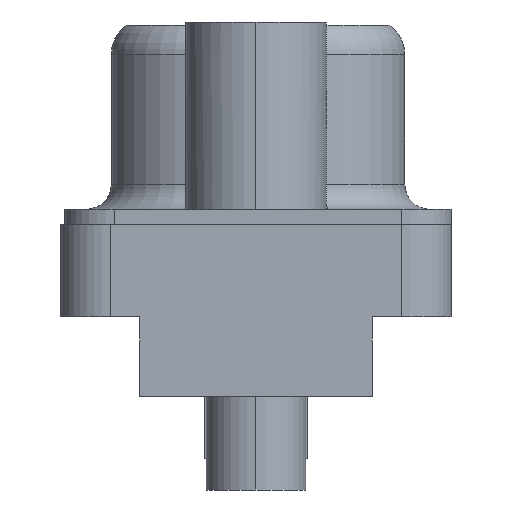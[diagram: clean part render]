
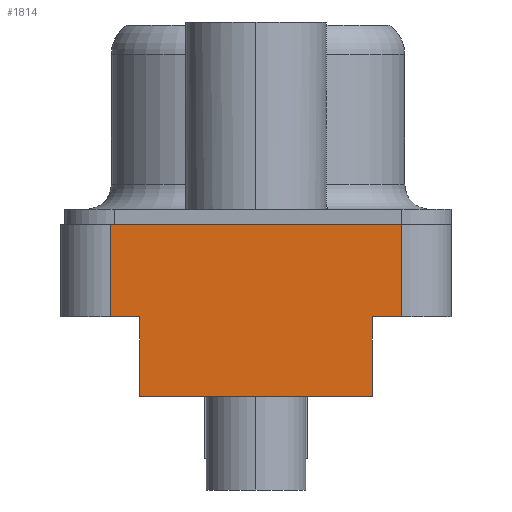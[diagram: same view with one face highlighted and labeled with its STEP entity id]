
A CAD part, left-side view. The second image highlights one B-rep face of the part: STEP entity #1814.
In plain terms, the highlighted planar face has unit normal (-1, 0, 0).
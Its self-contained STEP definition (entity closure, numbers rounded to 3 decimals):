
#433=CARTESIAN_POINT('',(-15.495,4.675,5.5));
#434=VERTEX_POINT('',#433);
#442=CARTESIAN_POINT('',(-15.495,-4.675,5.5));
#443=VERTEX_POINT('',#442);
#444=CARTESIAN_POINT('',(-15.495,-4.675,5.5));
#445=DIRECTION('',(0.0,1.0,0.0));
#446=VECTOR('',#445,9.35);
#447=LINE('',#444,#446);
#448=EDGE_CURVE('',#443,#434,#447,.T.);
#1033=CARTESIAN_POINT('',(-15.495,3.725,0.0));
#1034=VERTEX_POINT('',#1033);
#1041=CARTESIAN_POINT('',(-15.495,3.725,2.55));
#1042=VERTEX_POINT('',#1041);
#1043=CARTESIAN_POINT('',(-15.495,3.725,0.0));
#1044=DIRECTION('',(0.0,0.0,1.0));
#1045=VECTOR('',#1044,2.55);
#1046=LINE('',#1043,#1045);
#1047=EDGE_CURVE('',#1034,#1042,#1046,.T.);
#1684=CARTESIAN_POINT('',(-15.495,-3.725,0.0));
#1685=VERTEX_POINT('',#1684);
#1692=CARTESIAN_POINT('',(-15.495,-3.725,0.0));
#1693=DIRECTION('',(0.0,1.0,0.0));
#1694=VECTOR('',#1693,7.45);
#1695=LINE('',#1692,#1694);
#1696=EDGE_CURVE('',#1685,#1034,#1695,.T.);
#1712=CARTESIAN_POINT('',(-15.495,-3.725,2.55));
#1713=VERTEX_POINT('',#1712);
#1720=CARTESIAN_POINT('',(-15.495,-3.725,0.0));
#1721=DIRECTION('',(0.0,0.0,1.0));
#1722=VECTOR('',#1721,2.55);
#1723=LINE('',#1720,#1722);
#1724=EDGE_CURVE('',#1685,#1713,#1723,.T.);
#1744=CARTESIAN_POINT('',(-15.495,-4.675,2.55));
#1745=VERTEX_POINT('',#1744);
#1753=CARTESIAN_POINT('',(-15.495,-4.675,2.55));
#1754=DIRECTION('',(0.0,1.0,0.0));
#1755=VECTOR('',#1754,0.95);
#1756=LINE('',#1753,#1755);
#1757=EDGE_CURVE('',#1745,#1713,#1756,.T.);
#1769=CARTESIAN_POINT('',(-15.495,4.675,2.55));
#1770=VERTEX_POINT('',#1769);
#1778=CARTESIAN_POINT('',(-15.495,4.675,5.5));
#1779=DIRECTION('',(0.0,0.0,-1.0));
#1780=VECTOR('',#1779,2.95);
#1781=LINE('',#1778,#1780);
#1782=EDGE_CURVE('',#434,#1770,#1781,.T.);
#1789=CARTESIAN_POINT('',(-15.495,-5.143,5.775));
#1790=DIRECTION('',(-1.0,0.0,0.0));
#1791=DIRECTION('',(0.0,0.0,1.0));
#1792=AXIS2_PLACEMENT_3D('',#1789,#1790,#1791);
#1793=PLANE('',#1792);
#1794=ORIENTED_EDGE('',*,*,#1724,.T.);
#1795=ORIENTED_EDGE('',*,*,#1757,.F.);
#1796=CARTESIAN_POINT('',(-15.495,-4.675,5.5));
#1797=DIRECTION('',(0.0,0.0,-1.0));
#1798=VECTOR('',#1797,2.95);
#1799=LINE('',#1796,#1798);
#1800=EDGE_CURVE('',#443,#1745,#1799,.T.);
#1801=ORIENTED_EDGE('',*,*,#1800,.F.);
#1802=ORIENTED_EDGE('',*,*,#448,.T.);
#1803=ORIENTED_EDGE('',*,*,#1782,.T.);
#1804=CARTESIAN_POINT('',(-15.495,3.725,2.55));
#1805=DIRECTION('',(0.0,1.0,0.0));
#1806=VECTOR('',#1805,0.95);
#1807=LINE('',#1804,#1806);
#1808=EDGE_CURVE('',#1042,#1770,#1807,.T.);
#1809=ORIENTED_EDGE('',*,*,#1808,.F.);
#1810=ORIENTED_EDGE('',*,*,#1047,.F.);
#1811=ORIENTED_EDGE('',*,*,#1696,.F.);
#1812=EDGE_LOOP('',(#1794,#1795,#1801,#1802,#1803,#1809,#1810,#1811));
#1813=FACE_OUTER_BOUND('',#1812,.T.);
#1814=ADVANCED_FACE('',(#1813),#1793,.T.);
